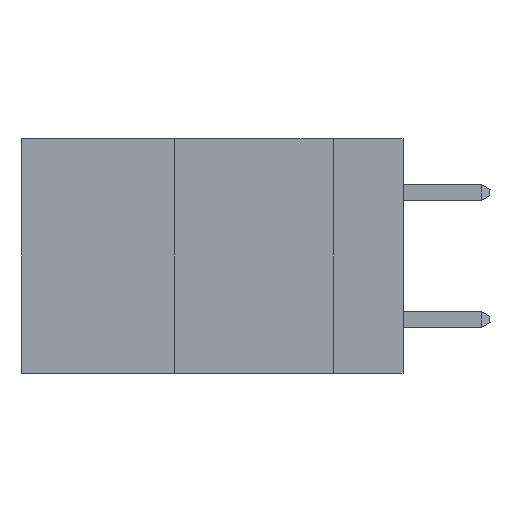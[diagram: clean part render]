
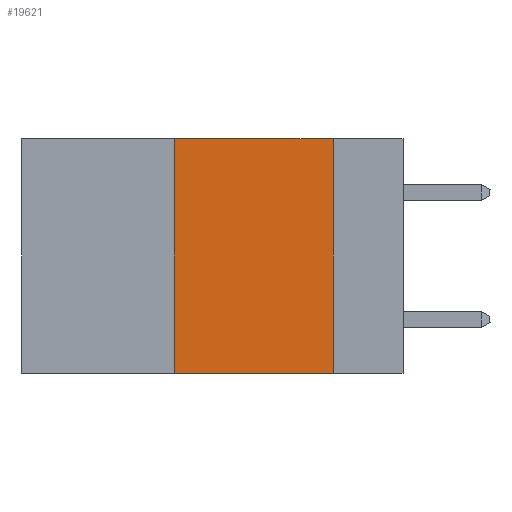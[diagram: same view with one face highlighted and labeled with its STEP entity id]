
A CAD part, left-side view. The second image highlights one B-rep face of the part: STEP entity #19621.
In plain terms, the highlighted planar face has unit normal (-1, 0, 0).
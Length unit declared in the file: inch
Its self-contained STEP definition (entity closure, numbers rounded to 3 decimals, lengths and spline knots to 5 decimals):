
#232 = LINE ( 'NONE', #5562, #18470 ) ;
#372 = CARTESIAN_POINT ( 'NONE',  ( 0., 0.11, 0. ) ) ;
#1777 = AXIS2_PLACEMENT_3D ( 'NONE', #15989, #19446, #9020 ) ;
#2795 = ORIENTED_EDGE ( 'NONE', *, *, #13515, .F. ) ;
#2871 = DIRECTION ( 'NONE',  ( 0., -1., 0. ) ) ;
#3031 = FACE_OUTER_BOUND ( 'NONE', #4963, .T. ) ;
#4648 = CARTESIAN_POINT ( 'NONE',  ( 0., 0.6, 0. ) ) ;
#4963 = EDGE_LOOP ( 'NONE', ( #11103, #2795, #9213, #5582 ) ) ;
#5282 = LINE ( 'NONE', #372, #15226 ) ;
#5562 = CARTESIAN_POINT ( 'NONE',  ( 0., 0.6, -0.37 ) ) ;
#5571 = DIRECTION ( 'NONE',  ( 0., 0., 1. ) ) ;
#5582 = ORIENTED_EDGE ( 'NONE', *, *, #6289, .T. ) ;
#5900 = CARTESIAN_POINT ( 'NONE',  ( 0., 0.11, -0.37 ) ) ;
#6289 = EDGE_CURVE ( 'NONE', #21587, #14020, #232, .T. ) ;
#6543 = CARTESIAN_POINT ( 'NONE',  ( 0., 0.36, 0. ) ) ;
#7937 = VECTOR ( 'NONE', #2871, 39.37008 ) ;
#8611 = VECTOR ( 'NONE', #5571, 39.37008 ) ;
#9020 = DIRECTION ( 'NONE',  ( 0., 0., -1. ) ) ;
#9213 = ORIENTED_EDGE ( 'NONE', *, *, #21883, .F. ) ;
#11103 = ORIENTED_EDGE ( 'NONE', *, *, #19079, .F. ) ;
#12047 = LINE ( 'NONE', #4648, #7937 ) ;
#12345 = VERTEX_POINT ( 'NONE', #6543 ) ;
#12778 = DIRECTION ( 'NONE',  ( 0., 0., -1. ) ) ;
#13515 = EDGE_CURVE ( 'NONE', #12345, #19029, #12047, .T. ) ;
#14020 = VERTEX_POINT ( 'NONE', #5900 ) ;
#15226 = VECTOR ( 'NONE', #12778, 39.37008 ) ;
#15989 = CARTESIAN_POINT ( 'NONE',  ( 0., 0.6, 0. ) ) ;
#17081 = CARTESIAN_POINT ( 'NONE',  ( 0., 0.36, -0.37 ) ) ;
#17727 = PLANE ( 'NONE',  #1777 ) ;
#18470 = VECTOR ( 'NONE', #21299, 39.37008 ) ;
#19029 = VERTEX_POINT ( 'NONE', #21185 ) ;
#19079 = EDGE_CURVE ( 'NONE', #19029, #14020, #5282, .T. ) ;
#19446 = DIRECTION ( 'NONE',  ( 1., 0., 0. ) ) ;
#19592 = CARTESIAN_POINT ( 'NONE',  ( 0., 0.36, 0. ) ) ;
#19621 = ADVANCED_FACE ( 'NONE', ( #3031 ), #17727, .F. ) ;
#21185 = CARTESIAN_POINT ( 'NONE',  ( 0., 0.11, 0. ) ) ;
#21299 = DIRECTION ( 'NONE',  ( 0., -1., 0. ) ) ;
#21587 = VERTEX_POINT ( 'NONE', #17081 ) ;
#21883 = EDGE_CURVE ( 'NONE', #21587, #12345, #22458, .T. ) ;
#22458 = LINE ( 'NONE', #19592, #8611 ) ;
